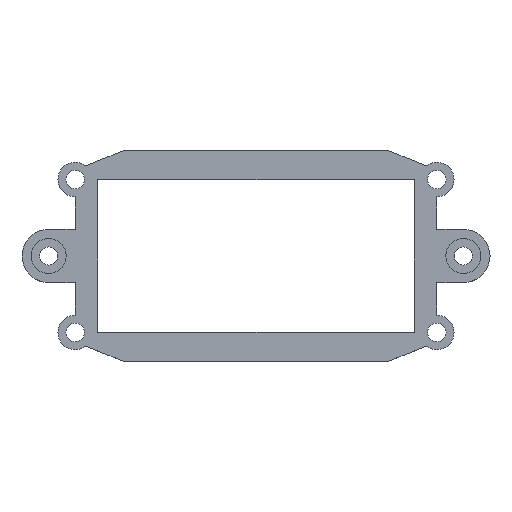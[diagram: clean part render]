
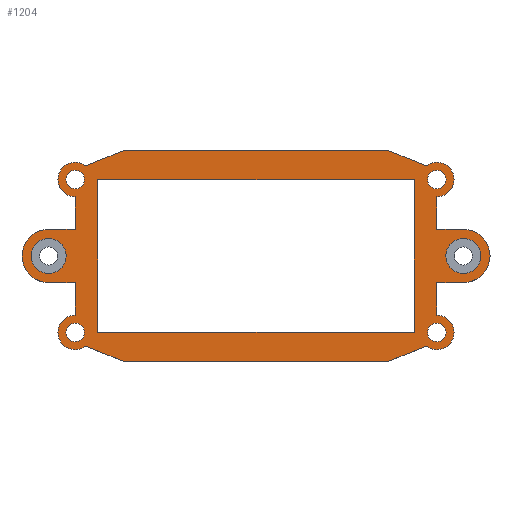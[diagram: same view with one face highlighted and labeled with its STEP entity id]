
A CAD part, top view. The second image highlights one B-rep face of the part: STEP entity #1204.
In plain terms, the highlighted planar face has unit normal (0, 0, 1).
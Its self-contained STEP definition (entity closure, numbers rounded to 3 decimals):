
#42=FACE_BOUND('',#188,.T.);
#43=FACE_BOUND('',#189,.T.);
#44=FACE_BOUND('',#190,.T.);
#45=FACE_BOUND('',#191,.T.);
#46=FACE_BOUND('',#192,.T.);
#47=FACE_BOUND('',#193,.T.);
#48=FACE_BOUND('',#194,.T.);
#61=CIRCLE('',#1279,3.3);
#64=CIRCLE('',#1284,3.3);
#67=CIRCLE('',#1289,3.25);
#68=CIRCLE('',#1290,5.);
#69=CIRCLE('',#1291,3.25);
#70=CIRCLE('',#1292,3.25);
#71=CIRCLE('',#1293,5.);
#72=CIRCLE('',#1294,3.25);
#73=CIRCLE('',#1295,1.75);
#74=CIRCLE('',#1296,1.75);
#75=CIRCLE('',#1297,1.75);
#76=CIRCLE('',#1298,1.75);
#110=FACE_OUTER_BOUND('',#187,.T.);
#187=EDGE_LOOP('',(#971,#972,#973,#974,#975,#976,#977,#978,#979,#980,#981,
#982,#983,#984,#985,#986,#987,#988,#989,#990));
#188=EDGE_LOOP('',(#991));
#189=EDGE_LOOP('',(#992));
#190=EDGE_LOOP('',(#993));
#191=EDGE_LOOP('',(#994));
#192=EDGE_LOOP('',(#995));
#193=EDGE_LOOP('',(#996,#997,#998,#999));
#194=EDGE_LOOP('',(#1000));
#317=LINE('',#1886,#457);
#318=LINE('',#1890,#458);
#319=LINE('',#1892,#459);
#320=LINE('',#1896,#460);
#321=LINE('',#1898,#461);
#322=LINE('',#1902,#462);
#323=LINE('',#1904,#463);
#324=LINE('',#1906,#464);
#325=LINE('',#1910,#465);
#326=LINE('',#1912,#466);
#327=LINE('',#1916,#467);
#328=LINE('',#1918,#468);
#329=LINE('',#1922,#469);
#330=LINE('',#1923,#470);
#331=LINE('',#1932,#471);
#332=LINE('',#1934,#472);
#333=LINE('',#1936,#473);
#334=LINE('',#1937,#474);
#457=VECTOR('',#1527,10.);
#458=VECTOR('',#1530,10.);
#459=VECTOR('',#1531,10.);
#460=VECTOR('',#1534,10.);
#461=VECTOR('',#1535,10.);
#462=VECTOR('',#1538,10.);
#463=VECTOR('',#1539,10.);
#464=VECTOR('',#1540,10.);
#465=VECTOR('',#1543,10.);
#466=VECTOR('',#1544,10.);
#467=VECTOR('',#1547,10.);
#468=VECTOR('',#1548,10.);
#469=VECTOR('',#1551,10.);
#470=VECTOR('',#1552,10.);
#471=VECTOR('',#1559,10.);
#472=VECTOR('',#1560,10.);
#473=VECTOR('',#1561,10.);
#474=VECTOR('',#1562,10.);
#583=VERTEX_POINT('',#1866);
#586=VERTEX_POINT('',#1875);
#589=VERTEX_POINT('',#1884);
#590=VERTEX_POINT('',#1885);
#591=VERTEX_POINT('',#1887);
#592=VERTEX_POINT('',#1889);
#593=VERTEX_POINT('',#1891);
#594=VERTEX_POINT('',#1893);
#595=VERTEX_POINT('',#1895);
#596=VERTEX_POINT('',#1897);
#597=VERTEX_POINT('',#1899);
#598=VERTEX_POINT('',#1901);
#599=VERTEX_POINT('',#1903);
#600=VERTEX_POINT('',#1905);
#601=VERTEX_POINT('',#1907);
#602=VERTEX_POINT('',#1909);
#603=VERTEX_POINT('',#1911);
#604=VERTEX_POINT('',#1913);
#605=VERTEX_POINT('',#1915);
#606=VERTEX_POINT('',#1917);
#607=VERTEX_POINT('',#1919);
#608=VERTEX_POINT('',#1921);
#609=VERTEX_POINT('',#1924);
#610=VERTEX_POINT('',#1926);
#611=VERTEX_POINT('',#1928);
#612=VERTEX_POINT('',#1930);
#613=VERTEX_POINT('',#1931);
#614=VERTEX_POINT('',#1933);
#615=VERTEX_POINT('',#1935);
#616=VERTEX_POINT('',#1938);
#719=EDGE_CURVE('',#583,#583,#61,.T.);
#723=EDGE_CURVE('',#586,#586,#64,.T.);
#727=EDGE_CURVE('',#589,#590,#317,.T.);
#728=EDGE_CURVE('',#591,#589,#67,.T.);
#729=EDGE_CURVE('',#592,#591,#318,.T.);
#730=EDGE_CURVE('',#593,#592,#319,.T.);
#731=EDGE_CURVE('',#594,#593,#68,.T.);
#732=EDGE_CURVE('',#595,#594,#320,.T.);
#733=EDGE_CURVE('',#596,#595,#321,.T.);
#734=EDGE_CURVE('',#597,#596,#69,.T.);
#735=EDGE_CURVE('',#598,#597,#322,.T.);
#736=EDGE_CURVE('',#599,#598,#323,.T.);
#737=EDGE_CURVE('',#600,#599,#324,.T.);
#738=EDGE_CURVE('',#601,#600,#70,.T.);
#739=EDGE_CURVE('',#602,#601,#325,.T.);
#740=EDGE_CURVE('',#603,#602,#326,.T.);
#741=EDGE_CURVE('',#604,#603,#71,.T.);
#742=EDGE_CURVE('',#605,#604,#327,.T.);
#743=EDGE_CURVE('',#606,#605,#328,.T.);
#744=EDGE_CURVE('',#607,#606,#72,.T.);
#745=EDGE_CURVE('',#608,#607,#329,.T.);
#746=EDGE_CURVE('',#590,#608,#330,.T.);
#747=EDGE_CURVE('',#609,#609,#73,.T.);
#748=EDGE_CURVE('',#610,#610,#74,.T.);
#749=EDGE_CURVE('',#611,#611,#75,.T.);
#750=EDGE_CURVE('',#612,#613,#331,.F.);
#751=EDGE_CURVE('',#614,#612,#332,.T.);
#752=EDGE_CURVE('',#615,#614,#333,.F.);
#753=EDGE_CURVE('',#613,#615,#334,.T.);
#754=EDGE_CURVE('',#616,#616,#76,.T.);
#971=ORIENTED_EDGE('',*,*,#727,.F.);
#972=ORIENTED_EDGE('',*,*,#728,.F.);
#973=ORIENTED_EDGE('',*,*,#729,.F.);
#974=ORIENTED_EDGE('',*,*,#730,.F.);
#975=ORIENTED_EDGE('',*,*,#731,.F.);
#976=ORIENTED_EDGE('',*,*,#732,.F.);
#977=ORIENTED_EDGE('',*,*,#733,.F.);
#978=ORIENTED_EDGE('',*,*,#734,.F.);
#979=ORIENTED_EDGE('',*,*,#735,.F.);
#980=ORIENTED_EDGE('',*,*,#736,.F.);
#981=ORIENTED_EDGE('',*,*,#737,.F.);
#982=ORIENTED_EDGE('',*,*,#738,.F.);
#983=ORIENTED_EDGE('',*,*,#739,.F.);
#984=ORIENTED_EDGE('',*,*,#740,.F.);
#985=ORIENTED_EDGE('',*,*,#741,.F.);
#986=ORIENTED_EDGE('',*,*,#742,.F.);
#987=ORIENTED_EDGE('',*,*,#743,.F.);
#988=ORIENTED_EDGE('',*,*,#744,.F.);
#989=ORIENTED_EDGE('',*,*,#745,.F.);
#990=ORIENTED_EDGE('',*,*,#746,.F.);
#991=ORIENTED_EDGE('',*,*,#719,.T.);
#992=ORIENTED_EDGE('',*,*,#723,.T.);
#993=ORIENTED_EDGE('',*,*,#747,.F.);
#994=ORIENTED_EDGE('',*,*,#748,.F.);
#995=ORIENTED_EDGE('',*,*,#749,.F.);
#996=ORIENTED_EDGE('',*,*,#750,.F.);
#997=ORIENTED_EDGE('',*,*,#751,.F.);
#998=ORIENTED_EDGE('',*,*,#752,.F.);
#999=ORIENTED_EDGE('',*,*,#753,.F.);
#1000=ORIENTED_EDGE('',*,*,#754,.F.);
#1152=PLANE('',#1288);
#1204=ADVANCED_FACE('',(#110,#42,#43,#44,#45,#46,#47,#48),#1152,.F.);
#1279=AXIS2_PLACEMENT_3D('',#1867,#1505,#1506);
#1284=AXIS2_PLACEMENT_3D('',#1876,#1516,#1517);
#1288=AXIS2_PLACEMENT_3D('',#1883,#1525,#1526);
#1289=AXIS2_PLACEMENT_3D('',#1888,#1528,#1529);
#1290=AXIS2_PLACEMENT_3D('',#1894,#1532,#1533);
#1291=AXIS2_PLACEMENT_3D('',#1900,#1536,#1537);
#1292=AXIS2_PLACEMENT_3D('',#1908,#1541,#1542);
#1293=AXIS2_PLACEMENT_3D('',#1914,#1545,#1546);
#1294=AXIS2_PLACEMENT_3D('',#1920,#1549,#1550);
#1295=AXIS2_PLACEMENT_3D('',#1925,#1553,#1554);
#1296=AXIS2_PLACEMENT_3D('',#1927,#1555,#1556);
#1297=AXIS2_PLACEMENT_3D('',#1929,#1557,#1558);
#1298=AXIS2_PLACEMENT_3D('',#1939,#1563,#1564);
#1505=DIRECTION('center_axis',(0.,0.,-1.));
#1506=DIRECTION('ref_axis',(-1.,0.,0.));
#1516=DIRECTION('center_axis',(0.,0.,-1.));
#1517=DIRECTION('ref_axis',(-1.,0.,0.));
#1525=DIRECTION('center_axis',(0.,0.,-1.));
#1526=DIRECTION('ref_axis',(1.,0.,0.));
#1527=DIRECTION('',(0.926,0.377,0.));
#1528=DIRECTION('center_axis',(0.,0.,-1.));
#1529=DIRECTION('ref_axis',(1.,0.,0.));
#1530=DIRECTION('',(0.,1.,0.));
#1531=DIRECTION('',(1.,0.,0.));
#1532=DIRECTION('center_axis',(0.,0.,-1.));
#1533=DIRECTION('ref_axis',(1.,0.,0.));
#1534=DIRECTION('',(-1.,0.,0.));
#1535=DIRECTION('',(0.,1.,0.));
#1536=DIRECTION('center_axis',(0.,0.,-1.));
#1537=DIRECTION('ref_axis',(1.,0.,0.));
#1538=DIRECTION('',(-0.926,0.377,0.));
#1539=DIRECTION('',(-1.,0.,0.));
#1540=DIRECTION('',(-0.926,-0.377,0.));
#1541=DIRECTION('center_axis',(0.,0.,-1.));
#1542=DIRECTION('ref_axis',(1.,0.,0.));
#1543=DIRECTION('',(0.,-1.,0.));
#1544=DIRECTION('',(-1.,0.,0.));
#1545=DIRECTION('center_axis',(0.,0.,-1.));
#1546=DIRECTION('ref_axis',(1.,0.,0.));
#1547=DIRECTION('',(1.,0.,0.));
#1548=DIRECTION('',(0.,-1.,0.));
#1549=DIRECTION('center_axis',(0.,0.,-1.));
#1550=DIRECTION('ref_axis',(1.,0.,0.));
#1551=DIRECTION('',(0.926,-0.377,0.));
#1552=DIRECTION('',(1.,0.,0.));
#1553=DIRECTION('center_axis',(0.,0.,1.));
#1554=DIRECTION('ref_axis',(1.,0.,0.));
#1555=DIRECTION('center_axis',(0.,0.,1.));
#1556=DIRECTION('ref_axis',(1.,0.,0.));
#1557=DIRECTION('center_axis',(0.,0.,1.));
#1558=DIRECTION('ref_axis',(1.,0.,0.));
#1559=DIRECTION('',(0.,1.,0.));
#1560=DIRECTION('',(-1.,0.,0.));
#1561=DIRECTION('',(0.,-1.,0.));
#1562=DIRECTION('',(1.,0.,0.));
#1563=DIRECTION('center_axis',(0.,0.,1.));
#1564=DIRECTION('ref_axis',(1.,0.,0.));
#1866=CARTESIAN_POINT('',(49.513,34.874,4.1));
#1867=CARTESIAN_POINT('Origin',(46.213,34.874,4.1));
#1875=CARTESIAN_POINT('',(-28.487,34.874,4.1));
#1876=CARTESIAN_POINT('Origin',(-31.787,34.874,4.1));
#1883=CARTESIAN_POINT('Origin',(7.213,34.874,4.1));
#1884=CARTESIAN_POINT('',(-24.79,51.813,4.1));
#1885=CARTESIAN_POINT('',(-17.587,54.749,4.1));
#1886=CARTESIAN_POINT('',(-14.028,56.2,4.1));
#1887=CARTESIAN_POINT('',(-26.787,45.999,4.1));
#1888=CARTESIAN_POINT('Origin',(-26.787,49.249,4.1));
#1889=CARTESIAN_POINT('',(-26.787,39.874,4.1));
#1890=CARTESIAN_POINT('',(-26.787,29.312,4.1));
#1891=CARTESIAN_POINT('',(-31.787,39.874,4.1));
#1892=CARTESIAN_POINT('',(-9.787,39.874,4.1));
#1893=CARTESIAN_POINT('',(-31.787,29.874,4.1));
#1894=CARTESIAN_POINT('Origin',(-31.787,34.874,4.1));
#1895=CARTESIAN_POINT('',(-26.787,29.874,4.1));
#1896=CARTESIAN_POINT('',(-12.287,29.874,4.1));
#1897=CARTESIAN_POINT('',(-26.787,23.749,4.1));
#1898=CARTESIAN_POINT('',(-26.787,29.312,4.1));
#1899=CARTESIAN_POINT('',(-24.79,17.935,4.1));
#1900=CARTESIAN_POINT('Origin',(-26.787,20.499,4.1));
#1901=CARTESIAN_POINT('',(-17.587,14.999,4.1));
#1902=CARTESIAN_POINT('',(-10.427,12.081,4.1));
#1903=CARTESIAN_POINT('',(32.013,14.999,4.1));
#1904=CARTESIAN_POINT('',(19.613,14.999,4.1));
#1905=CARTESIAN_POINT('',(39.216,17.935,4.1));
#1906=CARTESIAN_POINT('',(28.455,13.549,4.1));
#1907=CARTESIAN_POINT('',(41.213,23.749,4.1));
#1908=CARTESIAN_POINT('Origin',(41.213,20.499,4.1));
#1909=CARTESIAN_POINT('',(41.213,29.874,4.1));
#1910=CARTESIAN_POINT('',(41.213,40.437,4.1));
#1911=CARTESIAN_POINT('',(46.213,29.874,4.1));
#1912=CARTESIAN_POINT('',(24.213,29.874,4.1));
#1913=CARTESIAN_POINT('',(46.213,39.874,4.1));
#1914=CARTESIAN_POINT('Origin',(46.213,34.874,4.1));
#1915=CARTESIAN_POINT('',(41.213,39.874,4.1));
#1916=CARTESIAN_POINT('',(26.713,39.874,4.1));
#1917=CARTESIAN_POINT('',(41.213,45.999,4.1));
#1918=CARTESIAN_POINT('',(41.213,40.437,4.1));
#1919=CARTESIAN_POINT('',(39.216,51.813,4.1));
#1920=CARTESIAN_POINT('Origin',(41.213,49.249,4.1));
#1921=CARTESIAN_POINT('',(32.013,54.749,4.1));
#1922=CARTESIAN_POINT('',(24.853,57.668,4.1));
#1923=CARTESIAN_POINT('',(-5.187,54.749,4.1));
#1924=CARTESIAN_POINT('',(-28.537,20.499,4.1));
#1925=CARTESIAN_POINT('Origin',(-26.787,20.499,4.1));
#1926=CARTESIAN_POINT('',(-28.537,49.249,4.1));
#1927=CARTESIAN_POINT('Origin',(-26.787,49.249,4.1));
#1928=CARTESIAN_POINT('',(39.463,20.499,4.1));
#1929=CARTESIAN_POINT('Origin',(41.213,20.499,4.1));
#1930=CARTESIAN_POINT('',(-22.587,49.249,4.1));
#1931=CARTESIAN_POINT('',(-22.587,20.499,4.1));
#1932=CARTESIAN_POINT('',(-22.587,42.062,4.1));
#1933=CARTESIAN_POINT('',(37.013,49.249,4.1));
#1934=CARTESIAN_POINT('',(19.613,49.249,4.1));
#1935=CARTESIAN_POINT('',(37.013,20.499,4.1));
#1936=CARTESIAN_POINT('',(37.013,27.687,4.1));
#1937=CARTESIAN_POINT('',(-5.187,20.499,4.1));
#1938=CARTESIAN_POINT('',(39.463,49.249,4.1));
#1939=CARTESIAN_POINT('Origin',(41.213,49.249,4.1));
